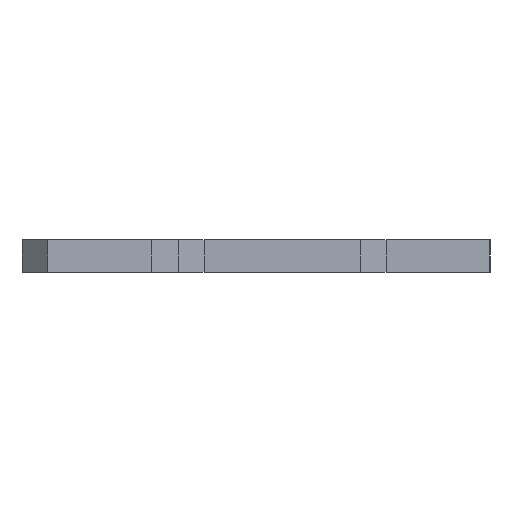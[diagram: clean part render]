
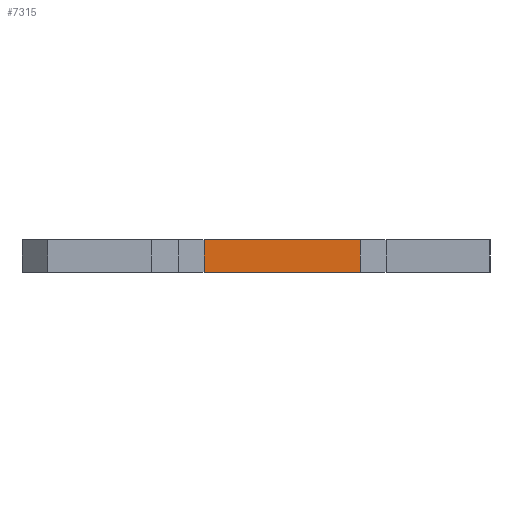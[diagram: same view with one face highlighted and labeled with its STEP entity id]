
A CAD part, left-side view. The second image highlights one B-rep face of the part: STEP entity #7315.
In plain terms, the highlighted planar face has unit normal (-1, 0, 0).
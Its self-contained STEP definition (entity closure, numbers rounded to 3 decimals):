
#83 = PLANE('',#84);
#84 = AXIS2_PLACEMENT_3D('',#85,#86,#87);
#85 = CARTESIAN_POINT('',(148.501,-104.162,1.6));
#86 = DIRECTION('',(0.,0.,1.));
#87 = DIRECTION('',(1.,0.,-0.));
#137 = PLANE('',#138);
#138 = AXIS2_PLACEMENT_3D('',#139,#140,#141);
#139 = CARTESIAN_POINT('',(148.501,-104.162,0.));
#140 = DIRECTION('',(0.,0.,1.));
#141 = DIRECTION('',(1.,0.,-0.));
#498 = VERTEX_POINT('',#499);
#499 = CARTESIAN_POINT('',(119.291,-102.464,0.));
#513 = PLANE('',#514);
#514 = AXIS2_PLACEMENT_3D('',#515,#516,#517);
#515 = CARTESIAN_POINT('',(118.021,-101.194,0.));
#516 = DIRECTION('',(0.707,0.707,-0.));
#517 = DIRECTION('',(0.707,-0.707,0.));
#525 = EDGE_CURVE('',#498,#526,#528,.T.);
#526 = VERTEX_POINT('',#527);
#527 = CARTESIAN_POINT('',(119.291,-110.084,0.));
#528 = SURFACE_CURVE('',#529,(#533,#540),.PCURVE_S1.);
#529 = LINE('',#530,#531);
#530 = CARTESIAN_POINT('',(119.291,-102.464,0.));
#531 = VECTOR('',#532,1.);
#532 = DIRECTION('',(0.,-1.,0.));
#533 = PCURVE('',#137,#534);
#534 = DEFINITIONAL_REPRESENTATION('',(#535),#539);
#535 = LINE('',#536,#537);
#536 = CARTESIAN_POINT('',(-29.21,1.699));
#537 = VECTOR('',#538,1.);
#538 = DIRECTION('',(0.,-1.));
#539 = ( GEOMETRIC_REPRESENTATION_CONTEXT(2) 
PARAMETRIC_REPRESENTATION_CONTEXT() REPRESENTATION_CONTEXT('2D SPACE',''
  ) );
#540 = PCURVE('',#541,#546);
#541 = PLANE('',#542);
#542 = AXIS2_PLACEMENT_3D('',#543,#544,#545);
#543 = CARTESIAN_POINT('',(119.291,-102.464,0.));
#544 = DIRECTION('',(1.,0.,-0.));
#545 = DIRECTION('',(0.,-1.,0.));
#546 = DEFINITIONAL_REPRESENTATION('',(#547),#551);
#547 = LINE('',#548,#549);
#548 = CARTESIAN_POINT('',(0.,0.));
#549 = VECTOR('',#550,1.);
#550 = DIRECTION('',(1.,0.));
#551 = ( GEOMETRIC_REPRESENTATION_CONTEXT(2) 
PARAMETRIC_REPRESENTATION_CONTEXT() REPRESENTATION_CONTEXT('2D SPACE',''
  ) );
#569 = PLANE('',#570);
#570 = AXIS2_PLACEMENT_3D('',#571,#572,#573);
#571 = CARTESIAN_POINT('',(119.291,-110.084,0.));
#572 = DIRECTION('',(0.707,0.707,-0.));
#573 = DIRECTION('',(0.707,-0.707,0.));
#4106 = VERTEX_POINT('',#4107);
#4107 = CARTESIAN_POINT('',(119.291,-102.464,1.6));
#4128 = EDGE_CURVE('',#4106,#4129,#4131,.T.);
#4129 = VERTEX_POINT('',#4130);
#4130 = CARTESIAN_POINT('',(119.291,-110.084,1.6));
#4131 = SURFACE_CURVE('',#4132,(#4136,#4143),.PCURVE_S1.);
#4132 = LINE('',#4133,#4134);
#4133 = CARTESIAN_POINT('',(119.291,-102.464,1.6));
#4134 = VECTOR('',#4135,1.);
#4135 = DIRECTION('',(0.,-1.,0.));
#4136 = PCURVE('',#83,#4137);
#4137 = DEFINITIONAL_REPRESENTATION('',(#4138),#4142);
#4138 = LINE('',#4139,#4140);
#4139 = CARTESIAN_POINT('',(-29.21,1.699));
#4140 = VECTOR('',#4141,1.);
#4141 = DIRECTION('',(0.,-1.));
#4142 = ( GEOMETRIC_REPRESENTATION_CONTEXT(2) 
PARAMETRIC_REPRESENTATION_CONTEXT() REPRESENTATION_CONTEXT('2D SPACE',''
  ) );
#4143 = PCURVE('',#541,#4144);
#4144 = DEFINITIONAL_REPRESENTATION('',(#4145),#4149);
#4145 = LINE('',#4146,#4147);
#4146 = CARTESIAN_POINT('',(0.,-1.6));
#4147 = VECTOR('',#4148,1.);
#4148 = DIRECTION('',(1.,0.));
#4149 = ( GEOMETRIC_REPRESENTATION_CONTEXT(2) 
PARAMETRIC_REPRESENTATION_CONTEXT() REPRESENTATION_CONTEXT('2D SPACE',''
  ) );
#7265 = EDGE_CURVE('',#526,#4129,#7266,.T.);
#7266 = SURFACE_CURVE('',#7267,(#7271,#7278),.PCURVE_S1.);
#7267 = LINE('',#7268,#7269);
#7268 = CARTESIAN_POINT('',(119.291,-110.084,0.));
#7269 = VECTOR('',#7270,1.);
#7270 = DIRECTION('',(0.,0.,1.));
#7271 = PCURVE('',#569,#7272);
#7272 = DEFINITIONAL_REPRESENTATION('',(#7273),#7277);
#7273 = LINE('',#7274,#7275);
#7274 = CARTESIAN_POINT('',(0.,0.));
#7275 = VECTOR('',#7276,1.);
#7276 = DIRECTION('',(0.,-1.));
#7277 = ( GEOMETRIC_REPRESENTATION_CONTEXT(2) 
PARAMETRIC_REPRESENTATION_CONTEXT() REPRESENTATION_CONTEXT('2D SPACE',''
  ) );
#7278 = PCURVE('',#541,#7279);
#7279 = DEFINITIONAL_REPRESENTATION('',(#7280),#7284);
#7280 = LINE('',#7281,#7282);
#7281 = CARTESIAN_POINT('',(7.62,0.));
#7282 = VECTOR('',#7283,1.);
#7283 = DIRECTION('',(0.,-1.));
#7284 = ( GEOMETRIC_REPRESENTATION_CONTEXT(2) 
PARAMETRIC_REPRESENTATION_CONTEXT() REPRESENTATION_CONTEXT('2D SPACE',''
  ) );
#7315 = ADVANCED_FACE('',(#7316),#541,.F.);
#7316 = FACE_BOUND('',#7317,.F.);
#7317 = EDGE_LOOP('',(#7318,#7339,#7340,#7341));
#7318 = ORIENTED_EDGE('',*,*,#7319,.T.);
#7319 = EDGE_CURVE('',#498,#4106,#7320,.T.);
#7320 = SURFACE_CURVE('',#7321,(#7325,#7332),.PCURVE_S1.);
#7321 = LINE('',#7322,#7323);
#7322 = CARTESIAN_POINT('',(119.291,-102.464,0.));
#7323 = VECTOR('',#7324,1.);
#7324 = DIRECTION('',(0.,0.,1.));
#7325 = PCURVE('',#541,#7326);
#7326 = DEFINITIONAL_REPRESENTATION('',(#7327),#7331);
#7327 = LINE('',#7328,#7329);
#7328 = CARTESIAN_POINT('',(0.,0.));
#7329 = VECTOR('',#7330,1.);
#7330 = DIRECTION('',(0.,-1.));
#7331 = ( GEOMETRIC_REPRESENTATION_CONTEXT(2) 
PARAMETRIC_REPRESENTATION_CONTEXT() REPRESENTATION_CONTEXT('2D SPACE',''
  ) );
#7332 = PCURVE('',#513,#7333);
#7333 = DEFINITIONAL_REPRESENTATION('',(#7334),#7338);
#7334 = LINE('',#7335,#7336);
#7335 = CARTESIAN_POINT('',(1.796,0.));
#7336 = VECTOR('',#7337,1.);
#7337 = DIRECTION('',(0.,-1.));
#7338 = ( GEOMETRIC_REPRESENTATION_CONTEXT(2) 
PARAMETRIC_REPRESENTATION_CONTEXT() REPRESENTATION_CONTEXT('2D SPACE',''
  ) );
#7339 = ORIENTED_EDGE('',*,*,#4128,.T.);
#7340 = ORIENTED_EDGE('',*,*,#7265,.F.);
#7341 = ORIENTED_EDGE('',*,*,#525,.F.);
